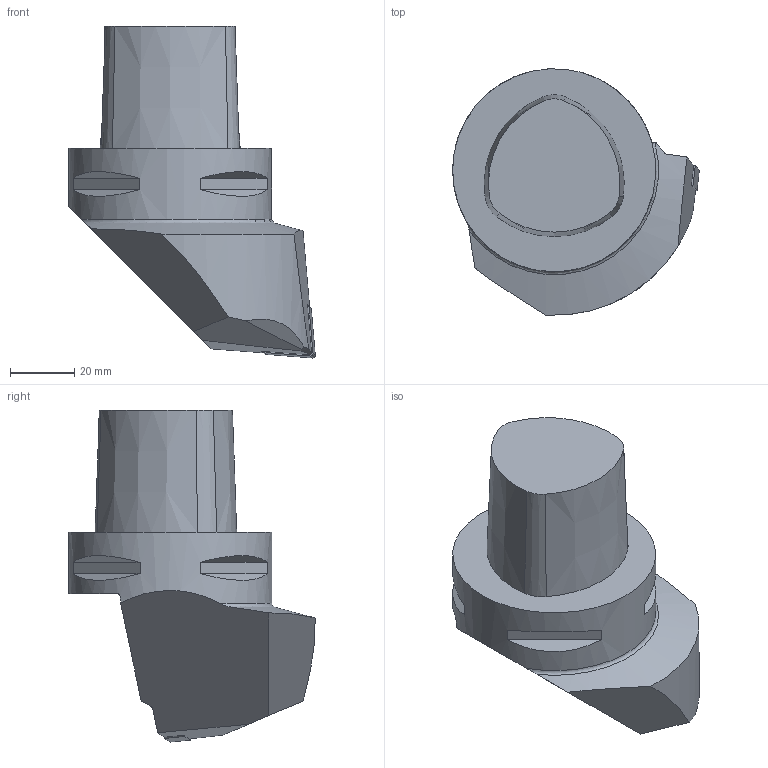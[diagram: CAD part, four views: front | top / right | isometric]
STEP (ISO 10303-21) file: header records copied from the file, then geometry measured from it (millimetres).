
FILE_DESCRIPTION(/* description */ (''),/* implementation_level */ '2;1');
FILE_NAME(/* name */ 'C6-DCLNL-45065-16JETI2_Basic.stp',/* time_stamp */ '2021-07-12T15:34:06+05:00',/* author */ (''),/* organization */ (''),/* preprocessor_version */ 'ST-DEVELOPER v16.7',/* originating_system */ 'SIEMENS PLM Software NX 12.0',/* authorisation */ '');
FILE_SCHEMA (('AUTOMOTIVE_DESIGN { 1 0 10303 214 3 1 1 1 }'));
Length unit declared in the file: millimetre
Products named in the file (4): CUT; NOCUT; ASSEMBLY_CONSTRUCTION; C6-DCLNL-45065-16JETI2_stp
Assembly tree (3 placements, depth 2):
  C6-DCLNL-45065-16JETI2_stp
    ASSEMBLY_CONSTRUCTION
    NOCUT
    CUT
Bounding box: 76.53 x 76.39 x 103 mm (x, y, z)
Volume: 197570.4 mm3; surface area: 23794.1 mm2
Topology: 2 solids, 2 shells, 52 faces, 130 edges, 93 vertices
Faces by surface type: plane 33, cylinder 9, cone 7, torus 2, bspline 1
Full cylindrical faces by diameter (mm): 63 x1
Entity records: 1836 total; most frequent: CARTESIAN_POINT 425, DIRECTION 274, ORIENTED_EDGE 254, EDGE_CURVE 127, AXIS2_PLACEMENT_3D 106, VERTEX_POINT 85, LINE 62, VECTOR 62
